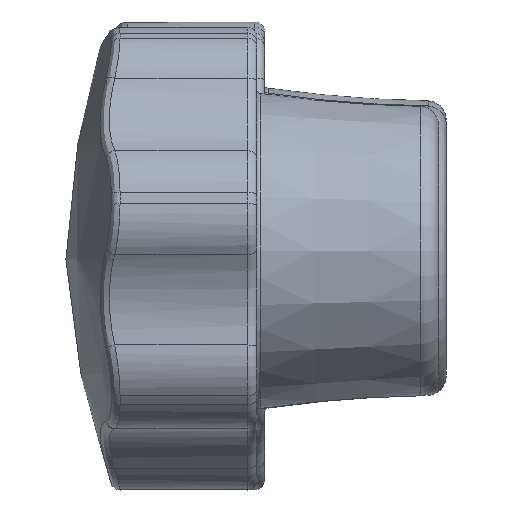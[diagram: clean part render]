
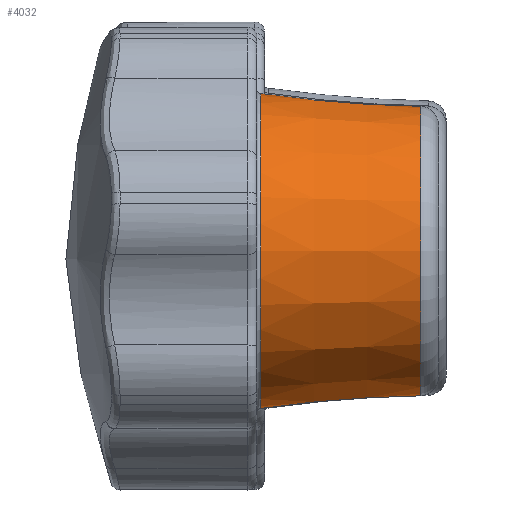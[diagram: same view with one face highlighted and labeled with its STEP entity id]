
A CAD part, left-side view. The second image highlights one B-rep face of the part: STEP entity #4032.
In plain terms, the highlighted conical face has half-angle 4.514 degrees and reference radius 7.875 mm.
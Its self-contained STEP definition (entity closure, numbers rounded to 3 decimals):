
#527=FACE_BOUND('',#1180,.T.);
#888=FACE_OUTER_BOUND('',#1179,.T.);
#1179=EDGE_LOOP('',(#3741));
#1180=EDGE_LOOP('',(#3742));
#1580=CIRCLE('',#4644,8.235);
#1581=CIRCLE('',#4646,7.573);
#1934=VERTEX_POINT('',#8921);
#1935=VERTEX_POINT('',#8924);
#2539=EDGE_CURVE('',#1934,#1934,#1580,.T.);
#2540=EDGE_CURVE('',#1935,#1935,#1581,.T.);
#3741=ORIENTED_EDGE('',*,*,#2540,.F.);
#3742=ORIENTED_EDGE('',*,*,#2539,.F.);
#3760=CONICAL_SURFACE('',#4645,7.875,4.514);
#4032=ADVANCED_FACE('',(#888,#527),#3760,.T.);
#4644=AXIS2_PLACEMENT_3D('',#8922,#5947,#5948);
#4645=AXIS2_PLACEMENT_3D('',#8923,#5949,#5950);
#4646=AXIS2_PLACEMENT_3D('',#8925,#5951,#5952);
#5947=DIRECTION('center_axis',(0.,1.,0.));
#5948=DIRECTION('ref_axis',(1.,0.,0.));
#5949=DIRECTION('center_axis',(0.,1.,0.));
#5950=DIRECTION('ref_axis',(-1.,0.,0.));
#5951=DIRECTION('center_axis',(0.,-1.,0.));
#5952=DIRECTION('ref_axis',(1.,0.,0.));
#8921=CARTESIAN_POINT('',(-8.235,-0.184,0.));
#8922=CARTESIAN_POINT('Origin',(0.,-0.184,0.));
#8923=CARTESIAN_POINT('Origin',(0.,-4.75,0.));
#8924=CARTESIAN_POINT('',(-7.573,-8.579,0.));
#8925=CARTESIAN_POINT('Origin',(0.,-8.579,0.));
